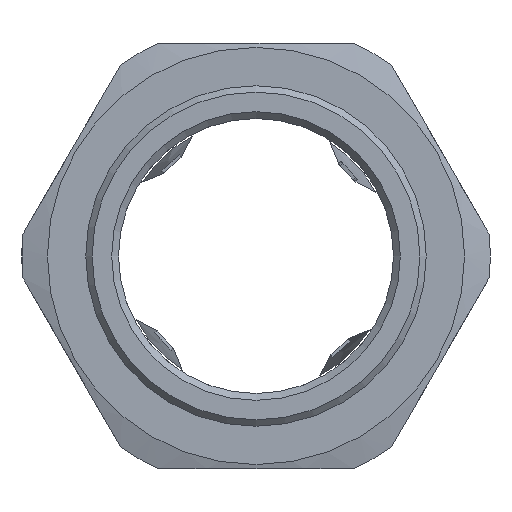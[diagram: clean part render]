
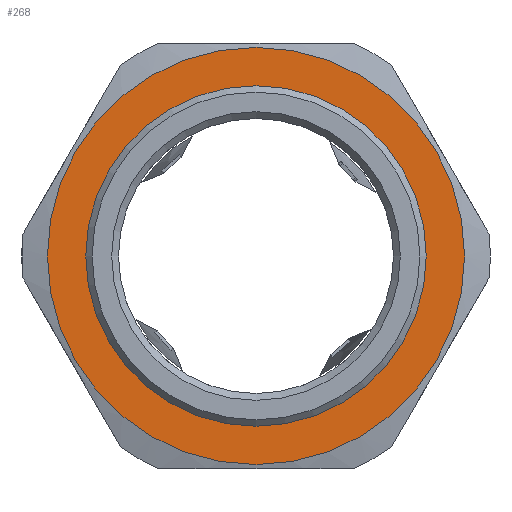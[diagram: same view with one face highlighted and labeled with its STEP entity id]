
A CAD part, left-side view. The second image highlights one B-rep face of the part: STEP entity #268.
In plain terms, the highlighted planar face has unit normal (-1, 0, 0).
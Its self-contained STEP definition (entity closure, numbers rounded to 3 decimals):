
#152 = ORIENTED_EDGE ( 'NONE', *, *, #1100, .F. ) ;
#268 = ADVANCED_FACE ( 'NONE', ( #5215, #3927 ), #875, .F. ) ;
#437 = CARTESIAN_POINT ( 'NONE',  ( 15.3, 20., 0. ) ) ;
#783 = DIRECTION ( 'NONE',  ( 1., 0., 0. ) ) ;
#875 = PLANE ( 'NONE',  #6354 ) ;
#906 = DIRECTION ( 'NONE',  ( 0., 0., -1. ) ) ;
#1100 = EDGE_CURVE ( 'NONE', #4204, #4204, #4979, .T. ) ;
#1232 = AXIS2_PLACEMENT_3D ( 'NONE', #2765, #6147, #3241 ) ;
#1940 = AXIS2_PLACEMENT_3D ( 'NONE', #3162, #2967, #4506 ) ;
#2765 = CARTESIAN_POINT ( 'NONE',  ( 15.3, 0., 0. ) ) ;
#2967 = DIRECTION ( 'NONE',  ( 1., 0., 0. ) ) ;
#3159 = EDGE_CURVE ( 'NONE', #4134, #4134, #5500, .T. ) ;
#3162 = CARTESIAN_POINT ( 'NONE',  ( 15.3, 0., 0. ) ) ;
#3185 = EDGE_LOOP ( 'NONE', ( #3947 ) ) ;
#3241 = DIRECTION ( 'NONE',  ( 0., 0., -1. ) ) ;
#3927 = FACE_BOUND ( 'NONE', #3185, .T. ) ;
#3947 = ORIENTED_EDGE ( 'NONE', *, *, #3159, .T. ) ;
#4041 = CARTESIAN_POINT ( 'NONE',  ( 15.3, 0., -24.5 ) ) ;
#4063 = CARTESIAN_POINT ( 'NONE',  ( 15.3, 0., -20. ) ) ;
#4134 = VERTEX_POINT ( 'NONE', #4063 ) ;
#4204 = VERTEX_POINT ( 'NONE', #4041 ) ;
#4506 = DIRECTION ( 'NONE',  ( 0., 0., -1. ) ) ;
#4979 = CIRCLE ( 'NONE', #1940, 24.5 ) ;
#5215 = FACE_OUTER_BOUND ( 'NONE', #5614, .T. ) ;
#5500 = CIRCLE ( 'NONE', #1232, 20. ) ;
#5614 = EDGE_LOOP ( 'NONE', ( #152 ) ) ;
#6147 = DIRECTION ( 'NONE',  ( 1., 0., 0. ) ) ;
#6354 = AXIS2_PLACEMENT_3D ( 'NONE', #437, #783, #906 ) ;
